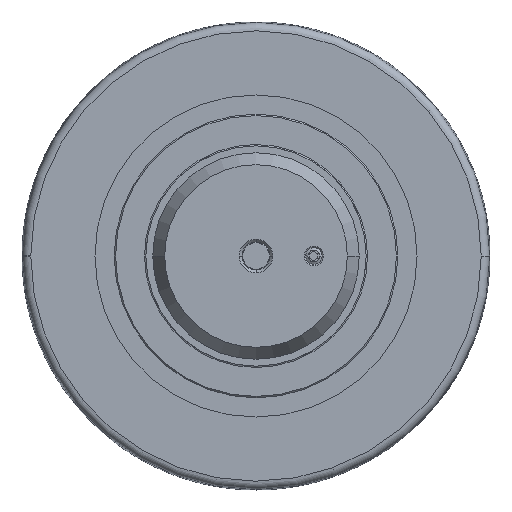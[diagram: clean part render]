
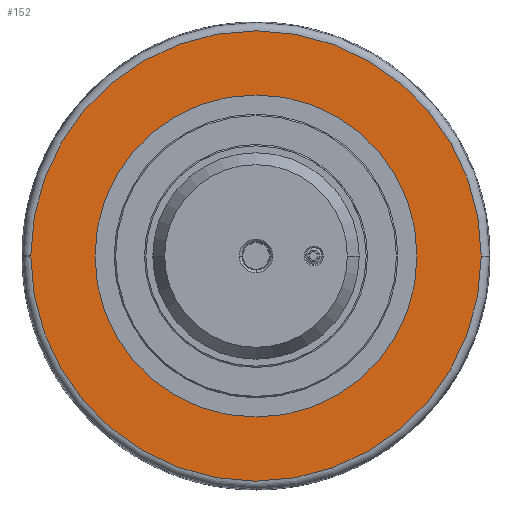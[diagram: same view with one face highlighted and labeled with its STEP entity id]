
A CAD part, left-side view. The second image highlights one B-rep face of the part: STEP entity #152.
In plain terms, the highlighted planar face has unit normal (-1, 0, 0).
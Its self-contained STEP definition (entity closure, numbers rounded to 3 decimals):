
#152=ADVANCED_FACE('',(#330,#331),#332,.F.);
#330=FACE_OUTER_BOUND('',#910,.T.);
#331=FACE_BOUND('',#911,.T.);
#332=PLANE('',#912);
#910=EDGE_LOOP('',(#2119,#2120,#2121,#2122));
#911=EDGE_LOOP('',(#2123,#2124));
#912=AXIS2_PLACEMENT_3D('',#2125,#2126,#2127);
#2119=ORIENTED_EDGE('',*,*,#3448,.T.);
#2120=ORIENTED_EDGE('',*,*,#3376,.T.);
#2121=ORIENTED_EDGE('',*,*,#3449,.T.);
#2122=ORIENTED_EDGE('',*,*,#3380,.T.);
#2123=ORIENTED_EDGE('',*,*,#3444,.F.);
#2124=ORIENTED_EDGE('',*,*,#3447,.T.);
#2125=CARTESIAN_POINT('',(11.5,0.0,0.0));
#2126=DIRECTION('',(1.0,0.0,-0.0));
#2127=DIRECTION('',(-0.0,1.0,0.0));
#3376=EDGE_CURVE('',#6363,#6366,#6368,.T.);
#3380=EDGE_CURVE('',#6370,#6373,#6375,.T.);
#3444=EDGE_CURVE('',#6478,#6479,#6480,.T.);
#3447=EDGE_CURVE('',#6478,#6479,#6483,.T.);
#3448=EDGE_CURVE('',#6373,#6363,#6484,.T.);
#3449=EDGE_CURVE('',#6366,#6370,#6485,.T.);
#6363=VERTEX_POINT('',#7525);
#6366=VERTEX_POINT('',#7528);
#6368=CIRCLE('',#7530,81.782);
#6370=VERTEX_POINT('',#7532);
#6373=VERTEX_POINT('',#7535);
#6375=CIRCLE('',#7537,81.782);
#6478=VERTEX_POINT('',#7658);
#6479=VERTEX_POINT('',#7659);
#6480=CIRCLE('',#7660,58.5);
#6483=CIRCLE('',#7665,58.5);
#6484=CIRCLE('',#7666,81.782);
#6485=CIRCLE('',#7667,81.782);
#7525=CARTESIAN_POINT('',(11.5,-81.782,-0.21));
#7528=CARTESIAN_POINT('',(11.5,-81.782,0.));
#7530=AXIS2_PLACEMENT_3D('',#9301,#9302,#9303);
#7532=CARTESIAN_POINT('',(11.5,81.782,0.21));
#7535=CARTESIAN_POINT('',(11.5,81.782,0.));
#7537=AXIS2_PLACEMENT_3D('',#9313,#9314,#9315);
#7658=CARTESIAN_POINT('',(11.5,-58.5,0.0));
#7659=CARTESIAN_POINT('',(11.5,58.5,0.0));
#7660=AXIS2_PLACEMENT_3D('',#9469,#9470,#9471);
#7665=AXIS2_PLACEMENT_3D('',#9474,#9475,#9476);
#7666=AXIS2_PLACEMENT_3D('',#9477,#9478,#9479);
#7667=AXIS2_PLACEMENT_3D('',#9480,#9481,#9482);
#9301=CARTESIAN_POINT('',(11.5,0.0,0.0));
#9302=DIRECTION('',(-1.0,0.0,0.0));
#9303=DIRECTION('',(0.0,1.0,0.0));
#9313=CARTESIAN_POINT('',(11.5,0.0,0.0));
#9314=DIRECTION('',(-1.0,0.0,0.0));
#9315=DIRECTION('',(0.0,-1.0,0.0));
#9469=CARTESIAN_POINT('',(11.5,0.0,0.0));
#9470=DIRECTION('',(-1.0,0.0,0.0));
#9471=DIRECTION('',(0.0,-1.0,0.0));
#9474=CARTESIAN_POINT('',(11.5,0.0,0.0));
#9475=DIRECTION('',(1.0,0.0,0.0));
#9476=DIRECTION('',(0.0,-1.0,0.0));
#9477=CARTESIAN_POINT('',(11.5,0.0,0.0));
#9478=DIRECTION('',(-1.0,0.0,0.0));
#9479=DIRECTION('',(0.0,1.0,0.0));
#9480=CARTESIAN_POINT('',(11.5,0.0,0.0));
#9481=DIRECTION('',(-1.0,0.0,0.0));
#9482=DIRECTION('',(0.0,-1.0,0.0));
